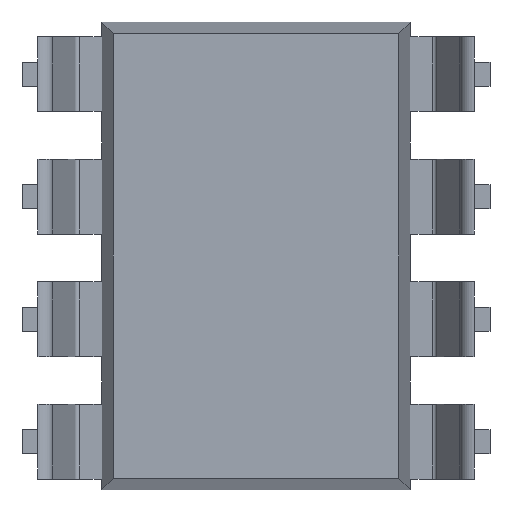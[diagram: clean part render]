
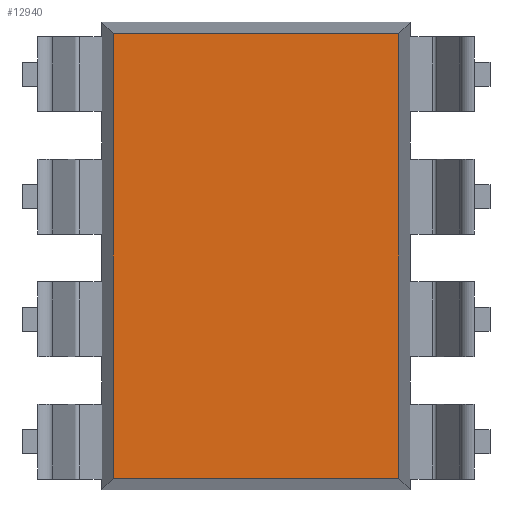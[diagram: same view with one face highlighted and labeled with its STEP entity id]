
A CAD part, front view. The second image highlights one B-rep face of the part: STEP entity #12940.
In plain terms, the highlighted planar face has unit normal (0, -1, 0).
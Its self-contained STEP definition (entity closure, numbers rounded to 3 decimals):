
#446 = VERTEX_POINT ( 'NONE', #8680 ) ;
#966 = CARTESIAN_POINT ( 'NONE',  ( 2.954, -2., 0. ) ) ;
#3072 = DIRECTION ( 'NONE',  ( 0., 1., 0. ) ) ;
#4039 = DIRECTION ( 'NONE',  ( 1., 0., 0. ) ) ;
#4697 = FACE_OUTER_BOUND ( 'NONE', #5544, .T. ) ;
#5544 = EDGE_LOOP ( 'NONE', ( #15931, #13890, #13526, #14419 ) ) ;
#5819 = LINE ( 'NONE', #966, #9269 ) ;
#6650 = EDGE_CURVE ( 'NONE', #10427, #446, #20686, .T. ) ;
#6662 = CARTESIAN_POINT ( 'NONE',  ( 2.954, -2., -4.604 ) ) ;
#6895 = CARTESIAN_POINT ( 'NONE',  ( -2.954, -2., 4.604 ) ) ;
#7042 = EDGE_CURVE ( 'NONE', #446, #13569, #5819, .T. ) ;
#7684 = CARTESIAN_POINT ( 'NONE',  ( -2.954, -2., -4.604 ) ) ;
#7968 = CARTESIAN_POINT ( 'NONE',  ( 0., -2., 0. ) ) ;
#8651 = CARTESIAN_POINT ( 'NONE',  ( 0., -2., -4.604 ) ) ;
#8680 = CARTESIAN_POINT ( 'NONE',  ( 2.954, -2., 4.604 ) ) ;
#9269 = VECTOR ( 'NONE', #21165, 1000. ) ;
#10316 = LINE ( 'NONE', #8651, #17294 ) ;
#10422 = EDGE_CURVE ( 'NONE', #13569, #17777, #10316, .T. ) ;
#10427 = VERTEX_POINT ( 'NONE', #6895 ) ;
#11662 = CARTESIAN_POINT ( 'NONE',  ( -2.954, -2., 0. ) ) ;
#12940 = ADVANCED_FACE ( 'NONE', ( #4697 ), #16730, .F. ) ;
#13295 = DIRECTION ( 'NONE',  ( 0., 0., 1. ) ) ;
#13526 = ORIENTED_EDGE ( 'NONE', *, *, #13619, .F. ) ;
#13569 = VERTEX_POINT ( 'NONE', #6662 ) ;
#13619 = EDGE_CURVE ( 'NONE', #17777, #10427, #16858, .T. ) ;
#13890 = ORIENTED_EDGE ( 'NONE', *, *, #6650, .F. ) ;
#13927 = VECTOR ( 'NONE', #13295, 1000. ) ;
#14419 = ORIENTED_EDGE ( 'NONE', *, *, #10422, .F. ) ;
#15246 = DIRECTION ( 'NONE',  ( -1., 0., 0. ) ) ;
#15931 = ORIENTED_EDGE ( 'NONE', *, *, #7042, .F. ) ;
#16303 = AXIS2_PLACEMENT_3D ( 'NONE', #7968, #3072, #20139 ) ;
#16730 = PLANE ( 'NONE',  #16303 ) ;
#16858 = LINE ( 'NONE', #11662, #13927 ) ;
#17294 = VECTOR ( 'NONE', #15246, 1000. ) ;
#17492 = CARTESIAN_POINT ( 'NONE',  ( 0., -2., 4.604 ) ) ;
#17777 = VERTEX_POINT ( 'NONE', #7684 ) ;
#20139 = DIRECTION ( 'NONE',  ( 0., 0., 1. ) ) ;
#20452 = VECTOR ( 'NONE', #4039, 1000. ) ;
#20686 = LINE ( 'NONE', #17492, #20452 ) ;
#21165 = DIRECTION ( 'NONE',  ( 0., 0., -1. ) ) ;
